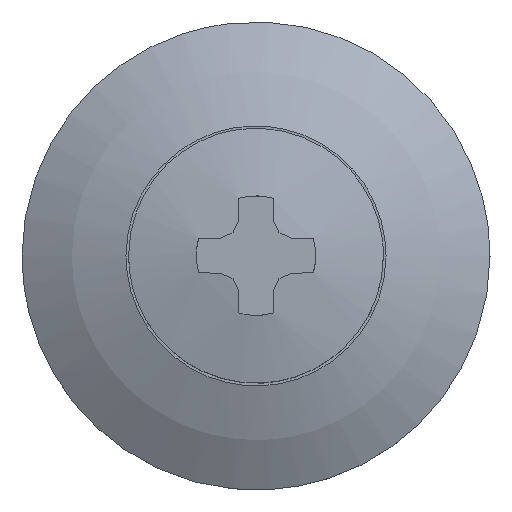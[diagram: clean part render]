
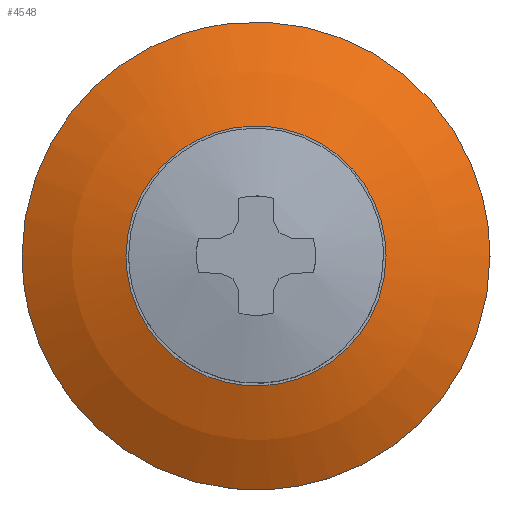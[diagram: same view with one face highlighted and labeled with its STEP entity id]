
A CAD part, top view. The second image highlights one B-rep face of the part: STEP entity #4548.
In plain terms, the highlighted free-form (B-spline) face has degree [2, 2] with [4, 4] control points.
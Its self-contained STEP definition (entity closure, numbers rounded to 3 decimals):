
#3388=CARTESIAN_POINT('',(-1.062,8.937,-8.5));
#3389=VERTEX_POINT('',#3388);
#3390=CARTESIAN_POINT('',(9.,0.0,-8.5));
#3391=VERTEX_POINT('',#3390);
#3392=CARTESIAN_POINT('',(-1.062,8.937,-8.5));
#3393=CARTESIAN_POINT('',(-0.533,9.,-8.5));
#3394=CARTESIAN_POINT('',(0.0,9.,-8.5));
#3395=CARTESIAN_POINT('',(9.,9.,-8.5));
#3396=CARTESIAN_POINT('',(9.,0.0,-8.5));
#3404=(BOUNDED_CURVE()B_SPLINE_CURVE(2,(#3392,#3393,#3394,#3395,#3396),.UNSPECIFIED.,.F.,.U.)B_SPLINE_CURVE_WITH_KNOTS((3,2,3),(0.23,0.25,0.5),.UNSPECIFIED.)CURVE()GEOMETRIC_REPRESENTATION_ITEM()RATIONAL_B_SPLINE_CURVE((0.956,0.976,1.0,0.707,1.0))REPRESENTATION_ITEM(''));
#3405=EDGE_CURVE('',#3389,#3391,#3404,.T.);
#3407=CARTESIAN_POINT('',(0.549,-8.983,-8.5));
#3408=VERTEX_POINT('',#3407);
#3409=CARTESIAN_POINT('',(9.,0.0,-8.5));
#3410=CARTESIAN_POINT('',(9.,-8.466,-8.5));
#3411=CARTESIAN_POINT('',(0.549,-8.983,-8.5));
#3419=(BOUNDED_CURVE()B_SPLINE_CURVE(2,(#3409,#3410,#3411),.UNSPECIFIED.,.F.,.U.)B_SPLINE_CURVE_WITH_KNOTS((3,3),(0.5,0.739),.UNSPECIFIED.)CURVE()GEOMETRIC_REPRESENTATION_ITEM()RATIONAL_B_SPLINE_CURVE((1.0,0.72,0.976))REPRESENTATION_ITEM(''));
#3420=EDGE_CURVE('',#3391,#3408,#3419,.T.);
#3487=CARTESIAN_POINT('',(-9.,0.0,-8.5));
#3488=VERTEX_POINT('',#3487);
#3489=CARTESIAN_POINT('',(-9.,0.0,-8.5));
#3490=CARTESIAN_POINT('',(-9.,7.994,-8.5));
#3491=CARTESIAN_POINT('',(-1.062,8.937,-8.5));
#3499=(BOUNDED_CURVE()B_SPLINE_CURVE(2,(#3489,#3490,#3491),.UNSPECIFIED.,.F.,.U.)B_SPLINE_CURVE_WITH_KNOTS((3,3),(0.0,0.23),.UNSPECIFIED.)CURVE()GEOMETRIC_REPRESENTATION_ITEM()RATIONAL_B_SPLINE_CURVE((1.0,0.731,0.956))REPRESENTATION_ITEM(''));
#3500=EDGE_CURVE('',#3488,#3389,#3499,.T.);
#3534=CARTESIAN_POINT('',(0.549,-8.983,-8.5));
#3535=CARTESIAN_POINT('',(0.275,-9.,-8.5));
#3536=CARTESIAN_POINT('',(0.0,-9.,-8.5));
#3537=CARTESIAN_POINT('',(-9.,-9.,-8.5));
#3538=CARTESIAN_POINT('',(-9.,0.0,-8.5));
#3546=(BOUNDED_CURVE()B_SPLINE_CURVE(2,(#3534,#3535,#3536,#3537,#3538),.UNSPECIFIED.,.F.,.U.)B_SPLINE_CURVE_WITH_KNOTS((3,2,3),(0.739,0.75,1.0),.UNSPECIFIED.)CURVE()GEOMETRIC_REPRESENTATION_ITEM()RATIONAL_B_SPLINE_CURVE((0.976,0.988,1.0,0.707,1.0))REPRESENTATION_ITEM(''));
#3547=EDGE_CURVE('',#3408,#3488,#3546,.T.);
#4482=CARTESIAN_POINT('',(-8.985,-8.985,-11.49));
#4483=CARTESIAN_POINT('',(-4.876,-9.752,-8.98));
#4484=CARTESIAN_POINT('',(4.876,-9.752,-8.98));
#4485=CARTESIAN_POINT('',(8.985,-8.985,-11.49));
#4486=CARTESIAN_POINT('',(-9.753,-4.876,-8.98));
#4487=CARTESIAN_POINT('',(-5.331,-5.331,-6.));
#4488=CARTESIAN_POINT('',(5.331,-5.331,-6.));
#4489=CARTESIAN_POINT('',(9.753,-4.876,-8.98));
#4490=CARTESIAN_POINT('',(-9.753,4.876,-8.98));
#4491=CARTESIAN_POINT('',(-5.331,5.331,-6.));
#4492=CARTESIAN_POINT('',(5.331,5.331,-6.));
#4493=CARTESIAN_POINT('',(9.753,4.876,-8.98));
#4494=CARTESIAN_POINT('',(-8.985,8.985,-11.49));
#4495=CARTESIAN_POINT('',(-4.876,9.752,-8.98));
#4496=CARTESIAN_POINT('',(4.876,9.752,-8.98));
#4497=CARTESIAN_POINT('',(8.985,8.985,-11.49));
#4505=(BOUNDED_SURFACE()B_SPLINE_SURFACE(2,2,((#4482,#4486,#4490,#4494),(#4483,#4487,#4491,#4495),(#4484,#4488,#4492,#4496),(#4485,#4489,#4493,#4497)),.UNSPECIFIED.,.F.,.F.,.U.)B_SPLINE_SURFACE_WITH_KNOTS((3,1,3),(3,1,3),(1.849,11.856,21.863),(1.849,11.856,21.863),.UNSPECIFIED.)GEOMETRIC_REPRESENTATION_ITEM()RATIONAL_B_SPLINE_SURFACE(((1.187,1.093,1.093,1.187),(1.093,1.0,1.0,1.093),(1.093,1.0,1.0,1.093),(1.187,1.093,1.093,1.187)))REPRESENTATION_ITEM('')SURFACE());
#4506=ORIENTED_EDGE('',*,*,#3547,.F.);
#4507=ORIENTED_EDGE('',*,*,#3420,.F.);
#4508=ORIENTED_EDGE('',*,*,#3405,.F.);
#4509=ORIENTED_EDGE('',*,*,#3500,.F.);
#4510=EDGE_LOOP('',(#4506,#4507,#4508,#4509));
#4511=FACE_OUTER_BOUND('',#4510,.T.);
#4512=CARTESIAN_POINT('',(-5.,0.0,-6.732));
#4513=VERTEX_POINT('',#4512);
#4514=CARTESIAN_POINT('',(5.,0.0,-6.732));
#4515=VERTEX_POINT('',#4514);
#4516=CARTESIAN_POINT('',(-5.,0.0,-6.732));
#4517=CARTESIAN_POINT('',(-5.,5.,-6.732));
#4518=CARTESIAN_POINT('',(0.0,5.,-6.732));
#4519=CARTESIAN_POINT('',(5.,5.,-6.732));
#4520=CARTESIAN_POINT('',(5.,0.0,-6.732));
#4528=(BOUNDED_CURVE()B_SPLINE_CURVE(2,(#4516,#4517,#4518,#4519,#4520),.UNSPECIFIED.,.F.,.U.)B_SPLINE_CURVE_WITH_KNOTS((3,2,3),(0.0,0.25,0.5),.UNSPECIFIED.)CURVE()GEOMETRIC_REPRESENTATION_ITEM()RATIONAL_B_SPLINE_CURVE((1.0,0.707,1.0,0.707,1.0))REPRESENTATION_ITEM(''));
#4529=EDGE_CURVE('',#4513,#4515,#4528,.T.);
#4530=ORIENTED_EDGE('',*,*,#4529,.T.);
#4531=CARTESIAN_POINT('',(5.,0.0,-6.732));
#4532=CARTESIAN_POINT('',(5.,-5.,-6.732));
#4533=CARTESIAN_POINT('',(0.0,-5.,-6.732));
#4534=CARTESIAN_POINT('',(-5.,-5.,-6.732));
#4535=CARTESIAN_POINT('',(-5.,0.0,-6.732));
#4543=(BOUNDED_CURVE()B_SPLINE_CURVE(2,(#4531,#4532,#4533,#4534,#4535),.UNSPECIFIED.,.F.,.U.)B_SPLINE_CURVE_WITH_KNOTS((3,2,3),(0.5,0.75,1.0),.UNSPECIFIED.)CURVE()GEOMETRIC_REPRESENTATION_ITEM()RATIONAL_B_SPLINE_CURVE((1.0,0.707,1.0,0.707,1.0))REPRESENTATION_ITEM(''));
#4544=EDGE_CURVE('',#4515,#4513,#4543,.T.);
#4545=ORIENTED_EDGE('',*,*,#4544,.T.);
#4546=EDGE_LOOP('',(#4530,#4545));
#4547=FACE_BOUND('',#4546,.T.);
#4548=ADVANCED_FACE('',(#4511,#4547),#4505,.T.);
